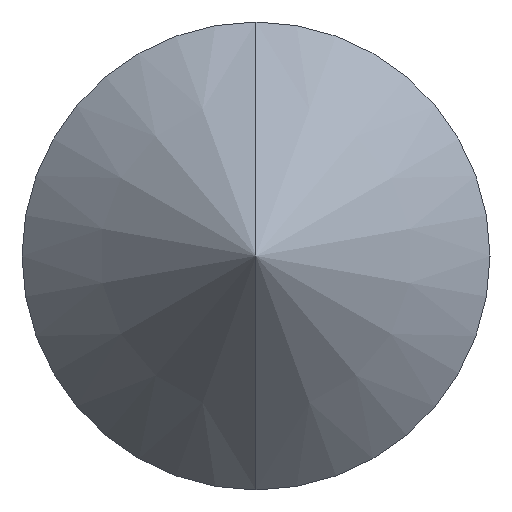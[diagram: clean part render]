
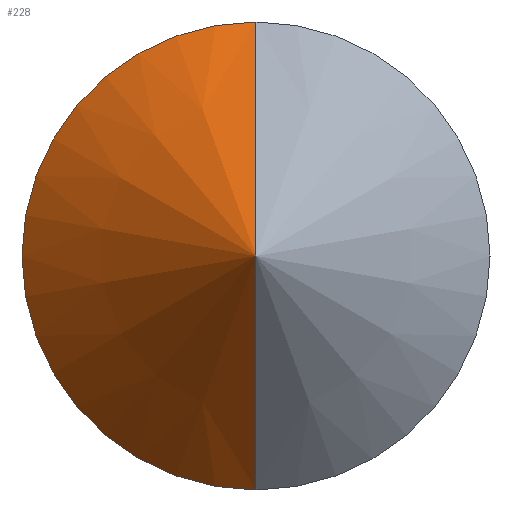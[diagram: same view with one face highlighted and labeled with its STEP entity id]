
A CAD part, left-side view. The second image highlights one B-rep face of the part: STEP entity #228.
In plain terms, the highlighted conical face has half-angle 45 degrees and reference radius 2 mm.
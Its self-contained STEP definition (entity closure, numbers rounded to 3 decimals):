
#17 = AXIS2_PLACEMENT_3D ( 'NONE', #208, #37, #178 ) ;
#28 = VERTEX_POINT ( 'NONE', #431 ) ;
#37 = DIRECTION ( 'NONE',  ( 1., 0., 0. ) ) ;
#41 = CARTESIAN_POINT ( 'NONE',  ( 0., 0., 2. ) ) ;
#69 = DIRECTION ( 'NONE',  ( -1., 0., 0. ) ) ;
#76 = EDGE_CURVE ( 'NONE', #264, #283, #146, .T. ) ;
#116 = CARTESIAN_POINT ( 'NONE',  ( 0., 0., -2. ) ) ;
#135 = DIRECTION ( 'NONE',  ( 0., 0., 1. ) ) ;
#140 = CARTESIAN_POINT ( 'NONE',  ( 0., 0., 2. ) ) ;
#146 = CIRCLE ( 'NONE', #253, 2. ) ;
#154 = LINE ( 'NONE', #349, #424 ) ;
#175 = DIRECTION ( 'NONE',  ( 0.707, 0., 0.707 ) ) ;
#178 = DIRECTION ( 'NONE',  ( 0., 0., -1. ) ) ;
#186 = ORIENTED_EDGE ( 'NONE', *, *, #286, .F. ) ;
#198 = EDGE_CURVE ( 'NONE', #28, #264, #226, .T. ) ;
#208 = CARTESIAN_POINT ( 'NONE',  ( 0., 0., 0. ) ) ;
#213 = ORIENTED_EDGE ( 'NONE', *, *, #198, .T. ) ;
#216 = FACE_OUTER_BOUND ( 'NONE', #371, .T. ) ;
#226 = LINE ( 'NONE', #140, #440 ) ;
#228 = ADVANCED_FACE ( 'NONE', ( #216 ), #333, .T. ) ;
#253 = AXIS2_PLACEMENT_3D ( 'NONE', #337, #69, #135 ) ;
#264 = VERTEX_POINT ( 'NONE', #41 ) ;
#280 = DIRECTION ( 'NONE',  ( 0.707, 0., -0.707 ) ) ;
#283 = VERTEX_POINT ( 'NONE', #116 ) ;
#286 = EDGE_CURVE ( 'NONE', #28, #283, #154, .T. ) ;
#333 = CONICAL_SURFACE ( 'NONE', #17, 2., 0.785 ) ;
#337 = CARTESIAN_POINT ( 'NONE',  ( 0., 0., 0. ) ) ;
#349 = CARTESIAN_POINT ( 'NONE',  ( 0., 0., -2. ) ) ;
#371 = EDGE_LOOP ( 'NONE', ( #186, #213, #419 ) ) ;
#419 = ORIENTED_EDGE ( 'NONE', *, *, #76, .T. ) ;
#424 = VECTOR ( 'NONE', #280, 1000. ) ;
#431 = CARTESIAN_POINT ( 'NONE',  ( -2., 0., 0. ) ) ;
#440 = VECTOR ( 'NONE', #175, 1000. ) ;
